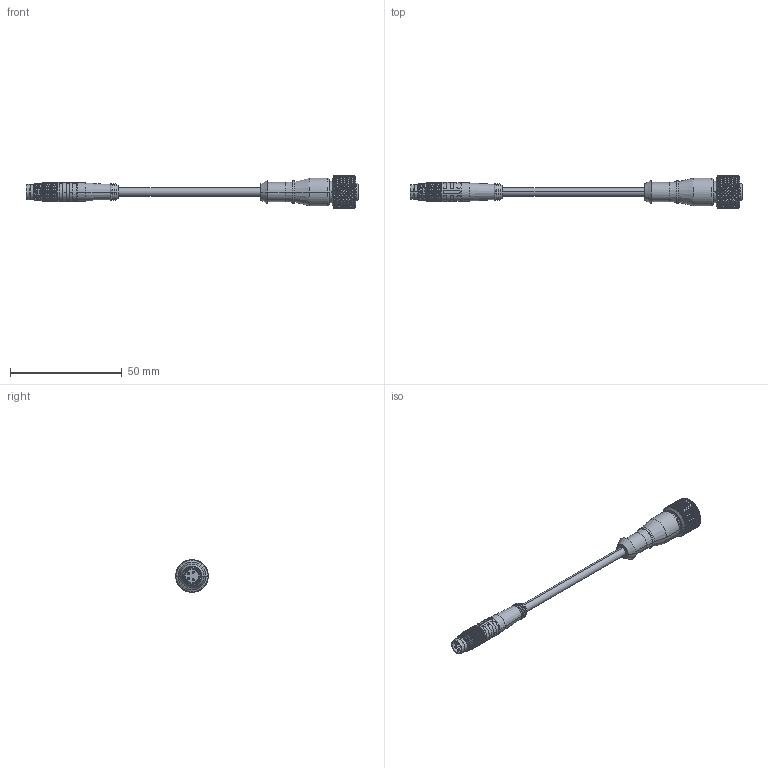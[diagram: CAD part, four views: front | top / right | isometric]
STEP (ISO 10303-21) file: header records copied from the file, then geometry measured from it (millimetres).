
FILE_DESCRIPTION((''),'2;1');
FILE_NAME('246769_SM01_ASM','2024-11-22T11:43:06',('banengservice'),('BANNER ENGINEERING'),'CREO PARAMETRIC BY PTC INC, 2022414','CREO PARAMETRIC BY PTC INC, 2022414','');
FILE_SCHEMA(('CONFIG_CONTROL_DESIGN'));
Products named in the file (2): 246769_EP01; 246769_SM01_ASM
Assembly tree (1 placements, depth 2):
  246769_SM01_ASM
    246769_EP01
Bounding box: 148.5 x 14.5 x 14.5 mm (x, y, z)
Volume: 5851.1 mm3; surface area: 7665.2 mm2
Topology: 3 solids, 3 shells, 5802 faces, 13992 edges, 8234 vertices
Faces by surface type: bspline 3643, cylinder 1419, plane 663, cone 44, torus 19, sphere 8, revolution 6
Entity records: 254794 total; most frequent: CARTESIAN_POINT 154775, ORIENTED_EDGE 27952, EDGE_CURVE 13976, B_SPLINE_CURVE_WITH_KNOTS 11476, VERTEX_POINT 8234, DIRECTION 7788, EDGE_LOOP 5874, FACE_OUTER_BOUND 5802
